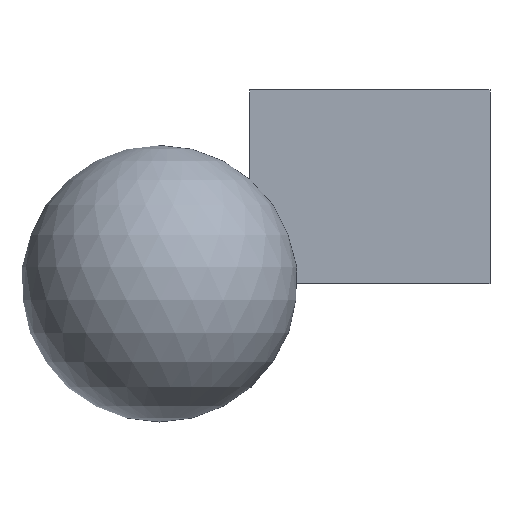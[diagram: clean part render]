
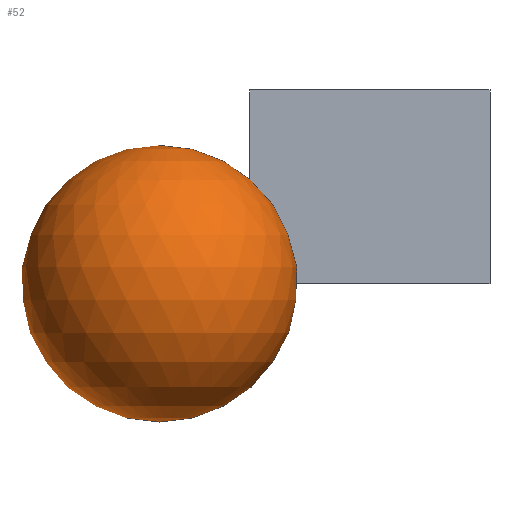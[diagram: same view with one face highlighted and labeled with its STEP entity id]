
A CAD part, left-side view. The second image highlights one B-rep face of the part: STEP entity #52.
In plain terms, the highlighted spherical face has radius 50 mm.
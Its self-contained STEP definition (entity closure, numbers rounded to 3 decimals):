
#23=SPHERICAL_SURFACE('',#147,50.);
#24=FACE_BOUND('',#25,.T.);
#25=VERTEX_LOOP('',#103);
#52=ADVANCED_FACE('',(#24),#23,.T.);
#103=VERTEX_POINT('',#203);
#147=AXIS2_PLACEMENT_3D('',#204,#174,#175);
#174=DIRECTION('',(0.,0.,1.));
#175=DIRECTION('',(1.,0.,0.));
#203=CARTESIAN_POINT('',(-212.421,69.518,0.));
#204=CARTESIAN_POINT('',(-262.421,69.518,0.));
